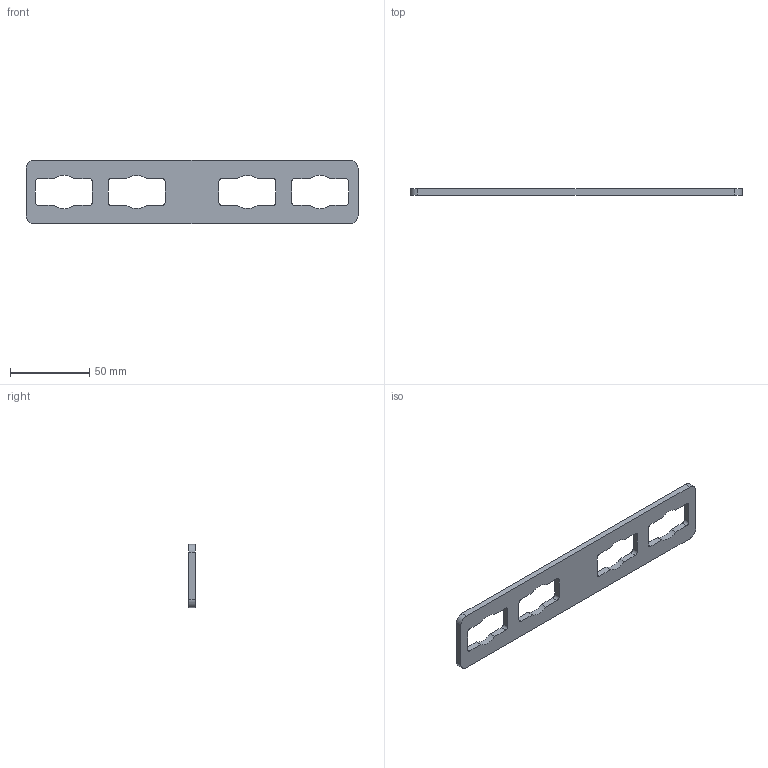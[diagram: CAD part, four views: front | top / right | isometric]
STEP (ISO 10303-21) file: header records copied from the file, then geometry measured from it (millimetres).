
FILE_DESCRIPTION((''),'2;1');
FILE_NAME('LCSP_PRT','2020-05-07T12:22:48',('tomasz.grudniewski'),(''),'CREO PARAMETRIC BY PTC INC, 2018400','CREO PARAMETRIC BY PTC INC, 2018400','');
FILE_SCHEMA(('CONFIG_CONTROL_DESIGN'));
Length unit declared in the file: millimetre
Products named in the file (1): LCSP_PRT
Bounding box: 210 x 4 x 40 mm (x, y, z)
Volume: 23240.2 mm3; surface area: 15253.9 mm2
Topology: 1 solids, 1 shells, 58 faces, 168 edges, 112 vertices
Faces by surface type: plane 30, cylinder 28
Entity records: 1982 total; most frequent: DIRECTION 340, CARTESIAN_POINT 338, ORIENTED_EDGE 336, EDGE_CURVE 168, AXIS2_PLACEMENT_3D 114, VECTOR 112, LINE 112, VERTEX_POINT 112
